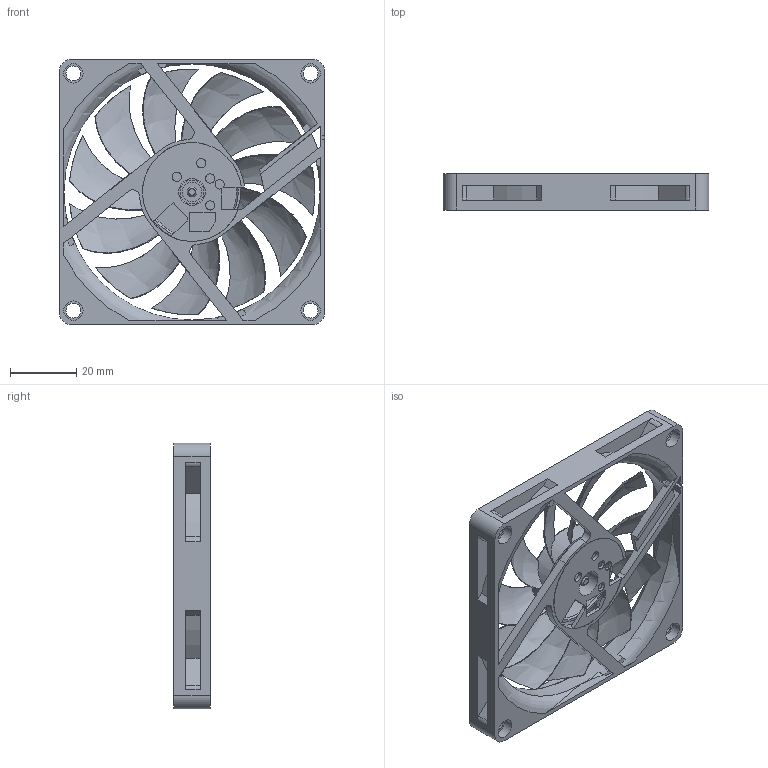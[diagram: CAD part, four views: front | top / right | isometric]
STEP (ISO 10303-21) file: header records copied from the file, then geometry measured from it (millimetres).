
FILE_DESCRIPTION((''),'2;1');
FILE_NAME('8010_ASM','2019-05-02T',('Administrator'),(''),'PRO/ENGINEER BY PARAMETRIC TECHNOLOGY CORPORATION, 2009440','PRO/ENGINEER BY PARAMETRIC TECHNOLOGY CORPORATION, 2009440','');
FILE_SCHEMA(('CONFIG_CONTROL_DESIGN'));
Length unit declared in the file: millimetre
Products named in the file (3): 8010-1B-SHANK; 8010-1B-SHANYE; 8010_ASM
Assembly tree (2 placements, depth 2):
  8010_ASM
    8010-1B-SHANK
    8010-1B-SHANYE
Bounding box: 80 x 11 x 80 mm (x, y, z)
Volume: 17988.1 mm3; surface area: 24294.3 mm2
Topology: 2 solids, 2 shells, 276 faces, 743 edges, 486 vertices
Faces by surface type: plane 121, cylinder 93, bspline 44, torus 14, cone 4
Entity records: 10845 total; most frequent: CARTESIAN_POINT 3944, ORIENTED_EDGE 1486, DIRECTION 1323, EDGE_CURVE 743, VERTEX_POINT 486, AXIS2_PLACEMENT_3D 477, VECTOR 369, LINE 369
